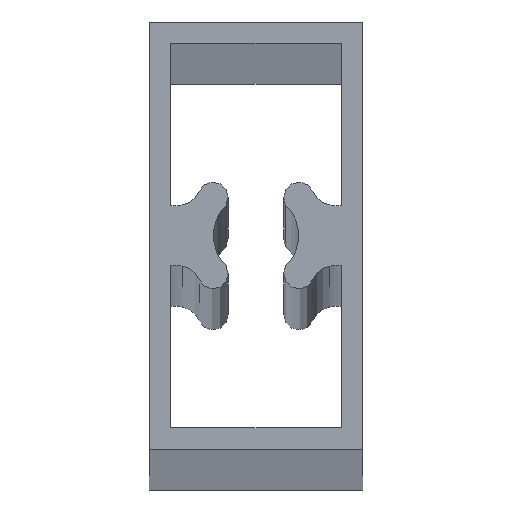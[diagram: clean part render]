
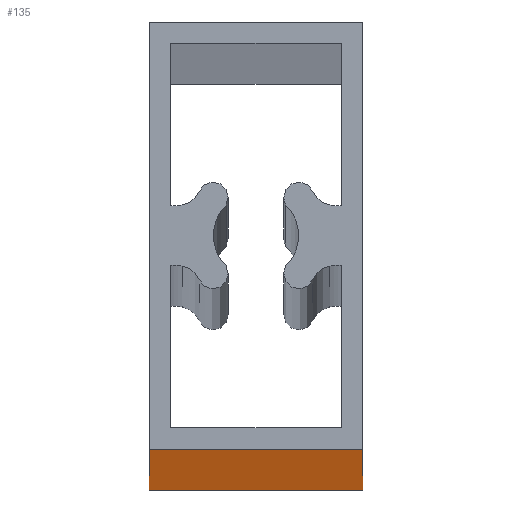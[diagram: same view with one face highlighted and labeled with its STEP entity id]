
A CAD part, top view. The second image highlights one B-rep face of the part: STEP entity #135.
In plain terms, the highlighted planar face has unit normal (0, -1, 0).
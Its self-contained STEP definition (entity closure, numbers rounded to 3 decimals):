
#17 = CARTESIAN_POINT ( 'NONE',  ( -5., -10., -550. ) ) ;
#18 = VECTOR ( 'NONE', #198, 1000. ) ;
#62 = VERTEX_POINT ( 'NONE', #891 ) ;
#63 = FACE_OUTER_BOUND ( 'NONE', #774, .T. ) ;
#121 = VECTOR ( 'NONE', #562, 1000. ) ;
#123 = ORIENTED_EDGE ( 'NONE', *, *, #973, .F. ) ;
#135 = ADVANCED_FACE ( 'NONE', ( #63 ), #376, .F. ) ;
#155 = VERTEX_POINT ( 'NONE', #991 ) ;
#160 = DIRECTION ( 'NONE',  ( 0., 0., 1. ) ) ;
#193 = CARTESIAN_POINT ( 'NONE',  ( 5., -10., -550. ) ) ;
#198 = DIRECTION ( 'NONE',  ( 1., 0., 0. ) ) ;
#213 = DIRECTION ( 'NONE',  ( 0., 0., -1. ) ) ;
#248 = ORIENTED_EDGE ( 'NONE', *, *, #923, .T. ) ;
#276 = CARTESIAN_POINT ( 'NONE',  ( 5., -10., 550. ) ) ;
#376 = PLANE ( 'NONE',  #553 ) ;
#386 = VERTEX_POINT ( 'NONE', #483 ) ;
#456 = DIRECTION ( 'NONE',  ( 0., 1., 0. ) ) ;
#458 = LINE ( 'NONE', #751, #607 ) ;
#475 = EDGE_CURVE ( 'NONE', #386, #62, #458, .T. ) ;
#483 = CARTESIAN_POINT ( 'NONE',  ( -5., -10., 550. ) ) ;
#531 = CARTESIAN_POINT ( 'NONE',  ( -5., -10., 550. ) ) ;
#553 = AXIS2_PLACEMENT_3D ( 'NONE', #531, #456, #160 ) ;
#562 = DIRECTION ( 'NONE',  ( 1., 0., 0. ) ) ;
#607 = VECTOR ( 'NONE', #213, 1000. ) ;
#625 = VECTOR ( 'NONE', #799, 1000. ) ;
#651 = LINE ( 'NONE', #276, #625 ) ;
#652 = VERTEX_POINT ( 'NONE', #193 ) ;
#667 = ORIENTED_EDGE ( 'NONE', *, *, #475, .T. ) ;
#685 = EDGE_CURVE ( 'NONE', #155, #652, #651, .T. ) ;
#751 = CARTESIAN_POINT ( 'NONE',  ( -5., -10., 550. ) ) ;
#774 = EDGE_LOOP ( 'NONE', ( #248, #800, #123, #667 ) ) ;
#777 = LINE ( 'NONE', #17, #121 ) ;
#796 = LINE ( 'NONE', #876, #18 ) ;
#799 = DIRECTION ( 'NONE',  ( 0., 0., -1. ) ) ;
#800 = ORIENTED_EDGE ( 'NONE', *, *, #685, .F. ) ;
#876 = CARTESIAN_POINT ( 'NONE',  ( -5., -10., 550. ) ) ;
#891 = CARTESIAN_POINT ( 'NONE',  ( -5., -10., -550. ) ) ;
#923 = EDGE_CURVE ( 'NONE', #62, #652, #777, .T. ) ;
#973 = EDGE_CURVE ( 'NONE', #386, #155, #796, .T. ) ;
#991 = CARTESIAN_POINT ( 'NONE',  ( 5., -10., 550. ) ) ;
